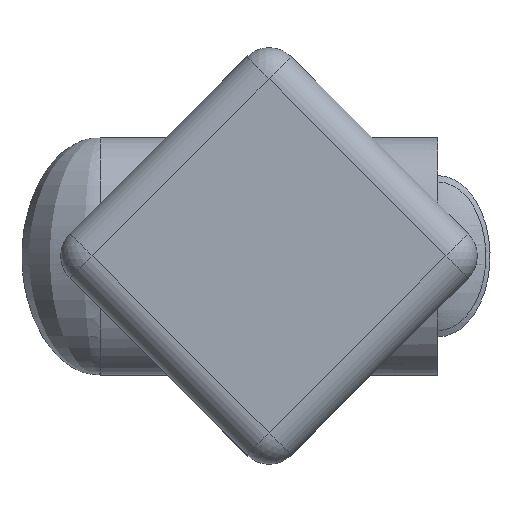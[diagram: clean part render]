
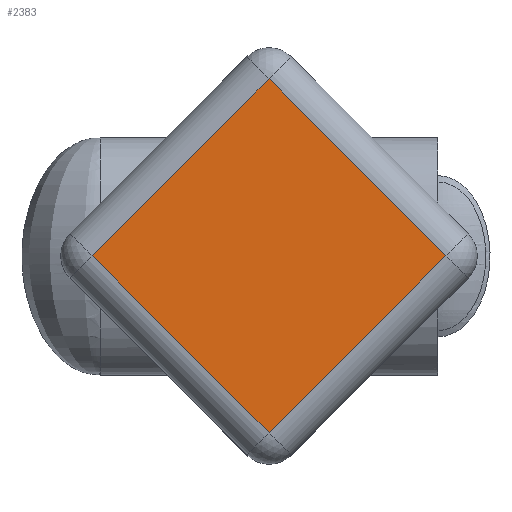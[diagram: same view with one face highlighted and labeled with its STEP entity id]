
A CAD part, top view. The second image highlights one B-rep face of the part: STEP entity #2383.
In plain terms, the highlighted face is planar.
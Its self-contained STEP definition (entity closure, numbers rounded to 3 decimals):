
#1968=DIRECTION('',(1.,0.,0.));
#1969=VECTOR('',#1968,200.);
#1970=CARTESIAN_POINT('',(-100.,100.,0.));
#1971=LINE('',#1970,#1969);
#1972=DIRECTION('',(0.,1.,0.));
#1973=VECTOR('',#1972,200.);
#1974=CARTESIAN_POINT('',(-100.,-100.,0.));
#1975=LINE('',#1974,#1973);
#1976=DIRECTION('',(-1.,0.,0.));
#1977=VECTOR('',#1976,200.);
#1978=CARTESIAN_POINT('',(100.,-100.,0.));
#1979=LINE('',#1978,#1977);
#1980=DIRECTION('',(0.,-1.,0.));
#1981=VECTOR('',#1980,200.);
#1982=CARTESIAN_POINT('',(100.,100.,0.));
#1983=LINE('',#1982,#1981);
#2233=CARTESIAN_POINT('',(-100.,100.,0.));
#2234=CARTESIAN_POINT('',(100.,100.,0.));
#2235=VERTEX_POINT('',#2233);
#2236=VERTEX_POINT('',#2234);
#2237=CARTESIAN_POINT('',(100.,-100.,0.));
#2238=VERTEX_POINT('',#2237);
#2265=CARTESIAN_POINT('',(-100.,-100.,0.));
#2266=VERTEX_POINT('',#2265);
#2370=CARTESIAN_POINT('',(0.,0.,0.));
#2371=DIRECTION('',(0.,0.,1.));
#2372=DIRECTION('',(0.,-1.,0.));
#2373=AXIS2_PLACEMENT_3D('',#2370,#2371,#2372);
#2374=PLANE('',#2373);
#2375=ORIENTED_EDGE('',*,*,#2306,.F.);
#2377=ORIENTED_EDGE('',*,*,#2376,.F.);
#2379=ORIENTED_EDGE('',*,*,#2378,.F.);
#2380=ORIENTED_EDGE('',*,*,#2360,.F.);
#2381=EDGE_LOOP('',(#2375,#2377,#2379,#2380));
#2382=FACE_OUTER_BOUND('',#2381,.F.);
#2383=ADVANCED_FACE('',(#2382),#2374,.F.);
#2306=EDGE_CURVE('',#2235,#2236,#1971,.T.);
#2360=EDGE_CURVE('',#2236,#2238,#1983,.T.);
#2376=EDGE_CURVE('',#2266,#2235,#1975,.T.);
#2378=EDGE_CURVE('',#2238,#2266,#1979,.T.);
